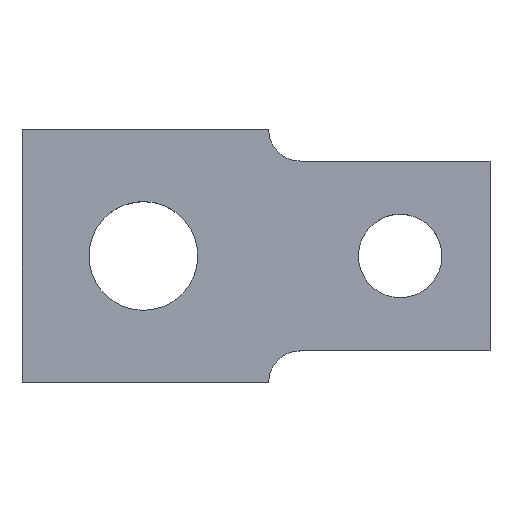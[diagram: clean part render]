
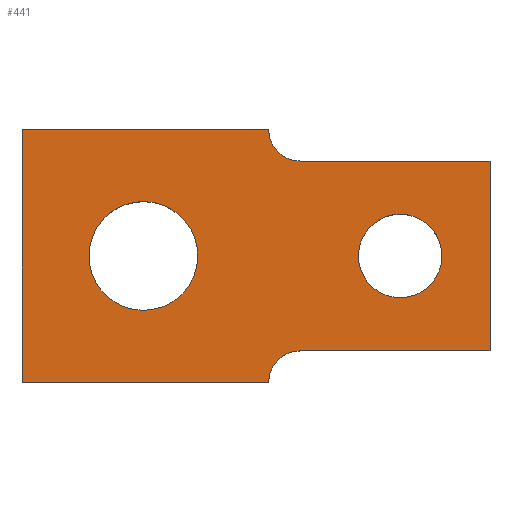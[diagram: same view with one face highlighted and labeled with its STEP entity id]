
A CAD part, top view. The second image highlights one B-rep face of the part: STEP entity #441.
In plain terms, the highlighted planar face has unit normal (0, 0, 1).
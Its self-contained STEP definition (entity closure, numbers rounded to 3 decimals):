
#48=AXIS2_PLACEMENT_3D('Circle Axis2P3D',#46,#47,$) ;
#173=AXIS2_PLACEMENT_3D('Circle Axis2P3D',#171,#172,$) ;
#245=AXIS2_PLACEMENT_3D('Circle Axis2P3D',#243,#244,$) ;
#341=AXIS2_PLACEMENT_3D('Circle Axis2P3D',#339,#340,$) ;
#389=AXIS2_PLACEMENT_3D('Circle Axis2P3D',#387,#388,$) ;
#408=AXIS2_PLACEMENT_3D('Circle Axis2P3D',#406,#407,$) ;
#421=AXIS2_PLACEMENT_3D('Plane Axis2P3D',#418,#419,#420) ;
#41=CARTESIAN_POINT('Vertex',(32.796,11.582,4.)) ;
#46=CARTESIAN_POINT('Axis2P3D Location',(29.9,10.,4.)) ;
#50=CARTESIAN_POINT('Vertex',(27.004,8.418,4.)) ;
#171=CARTESIAN_POINT('Axis2P3D Location',(29.9,10.,4.)) ;
#192=CARTESIAN_POINT('Vertex',(0.,0.,4.)) ;
#195=CARTESIAN_POINT('Line Origine',(0.,10.,4.)) ;
#199=CARTESIAN_POINT('Vertex',(0.,20.,4.)) ;
#219=CARTESIAN_POINT('Line Origine',(9.75,20.,4.)) ;
#223=CARTESIAN_POINT('Vertex',(19.5,20.,4.)) ;
#243=CARTESIAN_POINT('Axis2P3D Location',(22.,20.,4.)) ;
#247=CARTESIAN_POINT('Vertex',(22.,17.5,4.)) ;
#267=CARTESIAN_POINT('Line Origine',(29.5,17.5,4.)) ;
#271=CARTESIAN_POINT('Vertex',(37.,17.5,4.)) ;
#291=CARTESIAN_POINT('Line Origine',(37.,10.,4.)) ;
#295=CARTESIAN_POINT('Vertex',(37.,2.5,4.)) ;
#315=CARTESIAN_POINT('Line Origine',(29.5,2.5,4.)) ;
#319=CARTESIAN_POINT('Vertex',(22.,2.5,4.)) ;
#339=CARTESIAN_POINT('Axis2P3D Location',(22.,0.,4.)) ;
#343=CARTESIAN_POINT('Vertex',(19.5,0.,4.)) ;
#363=CARTESIAN_POINT('Line Origine',(9.75,0.,4.)) ;
#384=CARTESIAN_POINT('Vertex',(13.374,12.062,4.)) ;
#387=CARTESIAN_POINT('Axis2P3D Location',(9.6,10.,4.)) ;
#391=CARTESIAN_POINT('Vertex',(5.826,7.938,4.)) ;
#406=CARTESIAN_POINT('Axis2P3D Location',(9.6,10.,4.)) ;
#418=CARTESIAN_POINT('Axis2P3D Location',(18.5,10.,4.)) ;
#47=DIRECTION('Axis2P3D Direction',(0.,0.,1.)) ;
#172=DIRECTION('Axis2P3D Direction',(0.,0.,1.)) ;
#196=DIRECTION('Vector Direction',(0.,1.,0.)) ;
#220=DIRECTION('Vector Direction',(-1.,0.,0.)) ;
#244=DIRECTION('Axis2P3D Direction',(0.,0.,-1.)) ;
#268=DIRECTION('Vector Direction',(1.,0.,0.)) ;
#292=DIRECTION('Vector Direction',(0.,-1.,0.)) ;
#316=DIRECTION('Vector Direction',(1.,0.,0.)) ;
#340=DIRECTION('Axis2P3D Direction',(0.,0.,-1.)) ;
#364=DIRECTION('Vector Direction',(1.,0.,0.)) ;
#388=DIRECTION('Axis2P3D Direction',(0.,0.,1.)) ;
#407=DIRECTION('Axis2P3D Direction',(0.,0.,1.)) ;
#419=DIRECTION('Axis2P3D Direction',(0.,0.,-1.)) ;
#420=DIRECTION('Axis2P3D XDirection',(1.,0.,0.)) ;
#197=VECTOR('Line Direction',#196,1.) ;
#221=VECTOR('Line Direction',#220,1.) ;
#269=VECTOR('Line Direction',#268,1.) ;
#293=VECTOR('Line Direction',#292,1.) ;
#317=VECTOR('Line Direction',#316,1.) ;
#365=VECTOR('Line Direction',#364,1.) ;
#424=ORIENTED_EDGE('',*,*,#367,.F.) ;
#425=ORIENTED_EDGE('',*,*,#345,.F.) ;
#426=ORIENTED_EDGE('',*,*,#321,.F.) ;
#427=ORIENTED_EDGE('',*,*,#297,.F.) ;
#428=ORIENTED_EDGE('',*,*,#273,.F.) ;
#429=ORIENTED_EDGE('',*,*,#249,.F.) ;
#430=ORIENTED_EDGE('',*,*,#225,.F.) ;
#431=ORIENTED_EDGE('',*,*,#201,.F.) ;
#434=ORIENTED_EDGE('',*,*,#52,.T.) ;
#435=ORIENTED_EDGE('',*,*,#175,.T.) ;
#438=ORIENTED_EDGE('',*,*,#393,.T.) ;
#439=ORIENTED_EDGE('',*,*,#410,.T.) ;
#436=FACE_BOUND('',#433,.T.) ;
#440=FACE_BOUND('',#437,.T.) ;
#441=ADVANCED_FACE('Hauptk\X2\00F6\X0\rper',(#432,#436,#440),#422,.F.) ;
#49=CIRCLE('generated circle',#48,3.3) ;
#174=CIRCLE('generated circle',#173,3.3) ;
#246=CIRCLE('generated circle',#245,2.5) ;
#342=CIRCLE('generated circle',#341,2.5) ;
#390=CIRCLE('generated circle',#389,4.3) ;
#409=CIRCLE('generated circle',#408,4.3) ;
#52=EDGE_CURVE('',#51,#42,#49,.F.) ;
#175=EDGE_CURVE('',#42,#51,#174,.F.) ;
#201=EDGE_CURVE('',#193,#200,#198,.T.) ;
#225=EDGE_CURVE('',#200,#224,#222,.F.) ;
#249=EDGE_CURVE('',#224,#248,#246,.F.) ;
#273=EDGE_CURVE('',#248,#272,#270,.T.) ;
#297=EDGE_CURVE('',#272,#296,#294,.T.) ;
#321=EDGE_CURVE('',#296,#320,#318,.F.) ;
#345=EDGE_CURVE('',#320,#344,#342,.F.) ;
#367=EDGE_CURVE('',#344,#193,#366,.F.) ;
#393=EDGE_CURVE('',#392,#385,#390,.F.) ;
#410=EDGE_CURVE('',#385,#392,#409,.F.) ;
#423=EDGE_LOOP('',(#424,#425,#426,#427,#428,#429,#430,#431)) ;
#433=EDGE_LOOP('',(#434,#435)) ;
#437=EDGE_LOOP('',(#438,#439)) ;
#432=FACE_OUTER_BOUND('',#423,.T.) ;
#198=LINE('Line',#195,#197) ;
#222=LINE('Line',#219,#221) ;
#270=LINE('Line',#267,#269) ;
#294=LINE('Line',#291,#293) ;
#318=LINE('Line',#315,#317) ;
#366=LINE('Line',#363,#365) ;
#422=PLANE('',#421) ;
#42=VERTEX_POINT('',#41) ;
#51=VERTEX_POINT('',#50) ;
#193=VERTEX_POINT('',#192) ;
#200=VERTEX_POINT('',#199) ;
#224=VERTEX_POINT('',#223) ;
#248=VERTEX_POINT('',#247) ;
#272=VERTEX_POINT('',#271) ;
#296=VERTEX_POINT('',#295) ;
#320=VERTEX_POINT('',#319) ;
#344=VERTEX_POINT('',#343) ;
#385=VERTEX_POINT('',#384) ;
#392=VERTEX_POINT('',#391) ;
